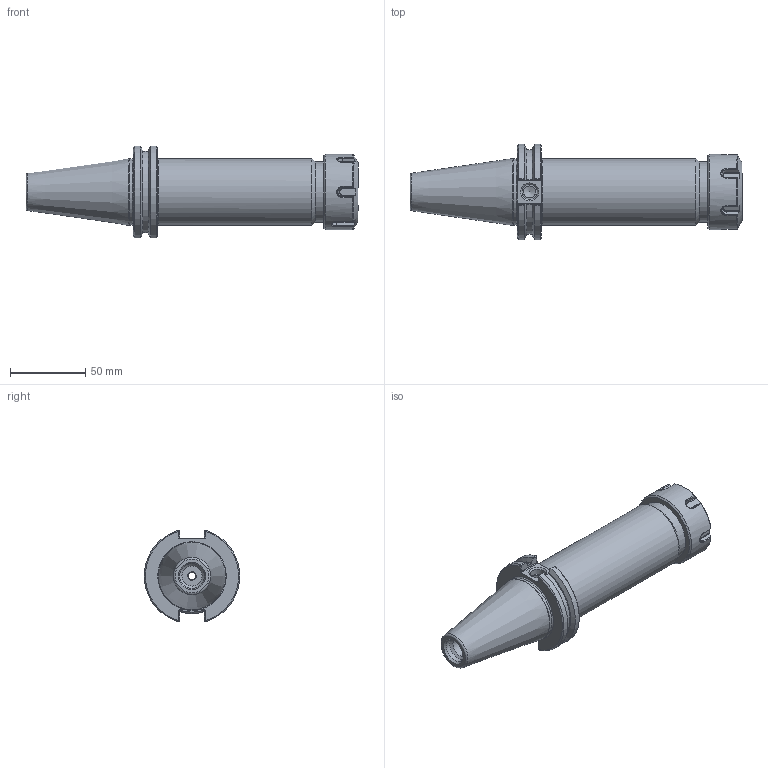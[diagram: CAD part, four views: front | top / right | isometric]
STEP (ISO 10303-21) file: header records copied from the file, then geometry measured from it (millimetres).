
FILE_DESCRIPTION(/* description */ ('ER COLLET CHUCK'),/* implementation_level */ '2;1');
FILE_NAME(/* name */ 'C40-32ERF600.stp',/* time_stamp */ '2017-01-19T14:15:35-05:00',/* author */ ('davhar'),/* organization */ (''),/* preprocessor_version */ 'ST-DEVELOPER v16.1',/* originating_system */ 'Autodesk Inventor 2016',/* authorisation */ '');
FILE_SCHEMA (('AUTOMOTIVE_DESIGN { 1 0 10303 214 3 1 1 }'));
Length unit declared in the file: inch
Products named in the file (4): C40-32ER6-1; 32ERN; BS-18; C40-32ERF600
Assembly tree (3 placements, depth 2):
  C40-32ERF600
    C40-32ER6-1
    32ERN
    BS-18
Bounding box: 220.66 x 63.26 x 61.05 mm (x, y, z)
Volume: 259472.9 mm3; surface area: 54553.1 mm2
Topology: 3 solids, 3 shells, 183 faces, 459 edges, 286 vertices
Faces by surface type: plane 75, cylinder 50, cone 37, torus 15, bspline 6
Full cylindrical faces by diameter (mm): 7.112 x1, 8.001 x1, 10.135 x1, 13.386 x1, 16.459 x1, 17.78 x2, 18.923 x1, 20.447 x1, 23.495 x1, 27 x1, 38.65 x1, 40 x1, 41 x1, 43.942 x1, 44.45 x1, 50 x1
Entity records: 6242 total; most frequent: CARTESIAN_POINT 2138, ORIENTED_EDGE 814, DIRECTION 782, EDGE_CURVE 407, AXIS2_PLACEMENT_3D 315, VERTEX_POINT 277, EDGE_LOOP 236, FACE_OUTER_BOUND 183
